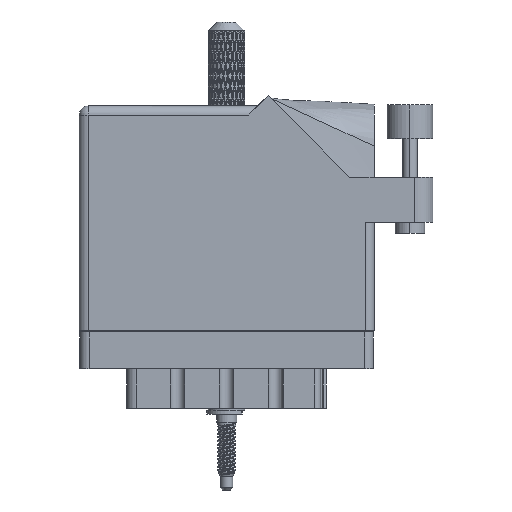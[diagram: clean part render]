
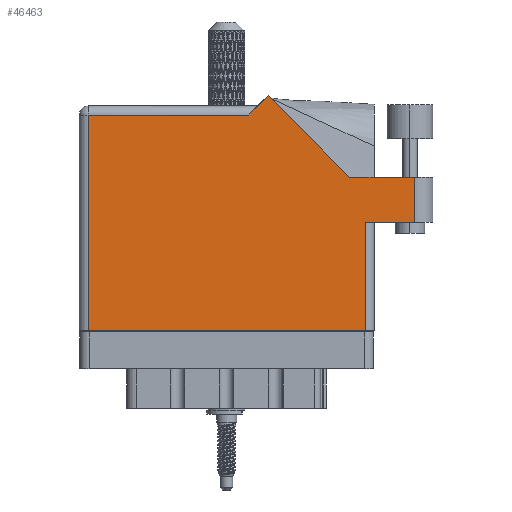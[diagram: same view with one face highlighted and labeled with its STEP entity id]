
A CAD part, front view. The second image highlights one B-rep face of the part: STEP entity #46463.
In plain terms, the highlighted face is planar.
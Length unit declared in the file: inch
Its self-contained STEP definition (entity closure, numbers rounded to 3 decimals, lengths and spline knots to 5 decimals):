
#286 = DIRECTION ( 'NONE',  ( 0., 1., 0. ) ) ;
#3241 = CARTESIAN_POINT ( 'NONE',  ( 2.285, 0.737, 0. ) ) ;
#3284 = ORIENTED_EDGE ( 'NONE', *, *, #52094, .T. ) ;
#4448 = DIRECTION ( 'NONE',  ( 0., 0., -1. ) ) ;
#4851 = VERTEX_POINT ( 'NONE', #63222 ) ;
#5164 = CARTESIAN_POINT ( 'NONE',  ( 0., 1.53, 0. ) ) ;
#6733 = ORIENTED_EDGE ( 'NONE', *, *, #39654, .T. ) ;
#7475 = DIRECTION ( 'NONE',  ( -1., 0., 0. ) ) ;
#8558 = CARTESIAN_POINT ( 'NONE',  ( 2.285, 1.044, 0. ) ) ;
#8606 = VERTEX_POINT ( 'NONE', #92946 ) ;
#13392 = LINE ( 'NONE', #37635, #14726 ) ;
#14019 = CARTESIAN_POINT ( 'NONE',  ( 1.948, 0.737, 0. ) ) ;
#14726 = VECTOR ( 'NONE', #79144, 39.37008 ) ;
#17979 = LINE ( 'NONE', #8558, #21971 ) ;
#18060 = DIRECTION ( 'NONE',  ( -0.707, -0.707, 0. ) ) ;
#18586 = VECTOR ( 'NONE', #29989, 39.37008 ) ;
#21081 = DIRECTION ( 'NONE',  ( -1., 0., 0. ) ) ;
#21971 = VECTOR ( 'NONE', #286, 39.37008 ) ;
#23038 = VERTEX_POINT ( 'NONE', #74996 ) ;
#25254 = VECTOR ( 'NONE', #69260, 39.37008 ) ;
#26021 = ORIENTED_EDGE ( 'NONE', *, *, #43086, .T. ) ;
#26827 = LINE ( 'NONE', #99611, #50018 ) ;
#26856 = LINE ( 'NONE', #61294, #90143 ) ;
#27704 = ORIENTED_EDGE ( 'NONE', *, *, #40592, .T. ) ;
#29989 = DIRECTION ( 'NONE',  ( 0., 1., 0. ) ) ;
#32846 = EDGE_CURVE ( 'NONE', #70271, #58061, #26827, .T. ) ;
#33898 = ORIENTED_EDGE ( 'NONE', *, *, #32846, .T. ) ;
#37224 = ORIENTED_EDGE ( 'NONE', *, *, #78375, .T. ) ;
#37635 = CARTESIAN_POINT ( 'NONE',  ( 0.062, 0., 0. ) ) ;
#38026 = LINE ( 'NONE', #14019, #18586 ) ;
#39654 = EDGE_CURVE ( 'NONE', #4851, #70271, #53653, .T. ) ;
#40592 = EDGE_CURVE ( 'NONE', #75003, #73016, #13392, .T. ) ;
#41071 = CARTESIAN_POINT ( 'NONE',  ( 0.062, 0., 0. ) ) ;
#43086 = EDGE_CURVE ( 'NONE', #58061, #75003, #79285, .T. ) ;
#44979 = PLANE ( 'NONE',  #51288 ) ;
#45526 = CARTESIAN_POINT ( 'NONE',  ( 1.84442, 1.044, 0. ) ) ;
#46463 = ADVANCED_FACE ( 'NONE', ( #47687 ), #44979, .F. ) ;
#47556 = VECTOR ( 'NONE', #73013, 39.37008 ) ;
#47687 = FACE_OUTER_BOUND ( 'NONE', #59379, .T. ) ;
#50018 = VECTOR ( 'NONE', #18060, 39.37008 ) ;
#51288 = AXIS2_PLACEMENT_3D ( 'NONE', #5164, #4448, #21081 ) ;
#52094 = EDGE_CURVE ( 'NONE', #23038, #56482, #26856, .T. ) ;
#53653 = LINE ( 'NONE', #45526, #25254 ) ;
#56420 = CARTESIAN_POINT ( 'NONE',  ( 0., 0., 0. ) ) ;
#56482 = VERTEX_POINT ( 'NONE', #3241 ) ;
#58061 = VERTEX_POINT ( 'NONE', #98761 ) ;
#59379 = EDGE_LOOP ( 'NONE', ( #3284, #37224, #68792, #6733, #33898, #26021, #27704, #61926, #70743 ) ) ;
#61294 = CARTESIAN_POINT ( 'NONE',  ( 2.01, 0.737, 0. ) ) ;
#61926 = ORIENTED_EDGE ( 'NONE', *, *, #87520, .T. ) ;
#63222 = CARTESIAN_POINT ( 'NONE',  ( 1.84442, 1.044, 0. ) ) ;
#68792 = ORIENTED_EDGE ( 'NONE', *, *, #80256, .T. ) ;
#68990 = VECTOR ( 'NONE', #7475, 39.37008 ) ;
#69260 = DIRECTION ( 'NONE',  ( -0.707, 0.707, 0. ) ) ;
#70004 = CARTESIAN_POINT ( 'NONE',  ( 0., 1.468, 0. ) ) ;
#70271 = VERTEX_POINT ( 'NONE', #103556 ) ;
#70743 = ORIENTED_EDGE ( 'NONE', *, *, #103614, .T. ) ;
#72457 = CARTESIAN_POINT ( 'NONE',  ( 1.948, 0., 0. ) ) ;
#73013 = DIRECTION ( 'NONE',  ( 1., 0., 0. ) ) ;
#73016 = VERTEX_POINT ( 'NONE', #41071 ) ;
#74603 = LINE ( 'NONE', #56420, #47556 ) ;
#74996 = CARTESIAN_POINT ( 'NONE',  ( 1.948, 0.737, 0. ) ) ;
#75003 = VERTEX_POINT ( 'NONE', #98336 ) ;
#78375 = EDGE_CURVE ( 'NONE', #56482, #8606, #17979, .T. ) ;
#79144 = DIRECTION ( 'NONE',  ( 0., -1., 0. ) ) ;
#79285 = LINE ( 'NONE', #70004, #92057 ) ;
#80256 = EDGE_CURVE ( 'NONE', #8606, #4851, #106392, .T. ) ;
#87520 = EDGE_CURVE ( 'NONE', #73016, #95345, #74603, .T. ) ;
#90143 = VECTOR ( 'NONE', #94490, 39.37008 ) ;
#92057 = VECTOR ( 'NONE', #102065, 39.37008 ) ;
#92946 = CARTESIAN_POINT ( 'NONE',  ( 2.285, 1.044, 0. ) ) ;
#94490 = DIRECTION ( 'NONE',  ( 1., 0., 0. ) ) ;
#95345 = VERTEX_POINT ( 'NONE', #72457 ) ;
#97716 = CARTESIAN_POINT ( 'NONE',  ( 2.41, 1.044, 0. ) ) ;
#98336 = CARTESIAN_POINT ( 'NONE',  ( 0.062, 1.468, 0. ) ) ;
#98761 = CARTESIAN_POINT ( 'NONE',  ( 1.155, 1.468, 0. ) ) ;
#99611 = CARTESIAN_POINT ( 'NONE',  ( 1.217, 1.53, 0. ) ) ;
#102065 = DIRECTION ( 'NONE',  ( -1., 0., 0. ) ) ;
#103556 = CARTESIAN_POINT ( 'NONE',  ( 1.28771, 1.60071, 0. ) ) ;
#103614 = EDGE_CURVE ( 'NONE', #95345, #23038, #38026, .T. ) ;
#106392 = LINE ( 'NONE', #97716, #68990 ) ;
